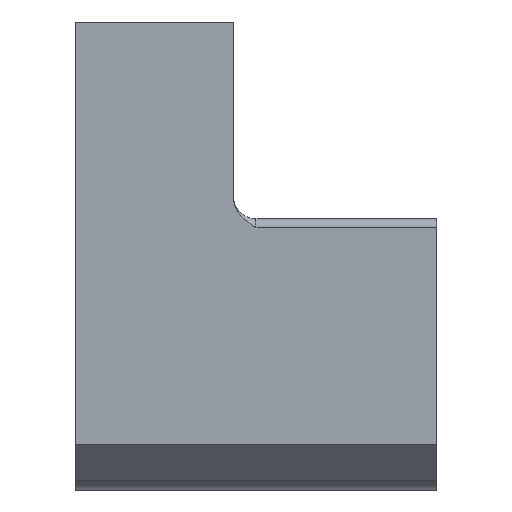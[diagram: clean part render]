
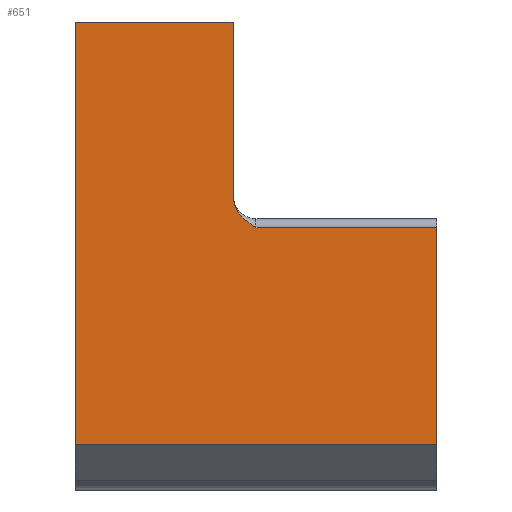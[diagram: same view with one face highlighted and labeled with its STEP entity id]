
A CAD part, left-side view. The second image highlights one B-rep face of the part: STEP entity #651.
In plain terms, the highlighted planar face has unit normal (-1, 0, 0).
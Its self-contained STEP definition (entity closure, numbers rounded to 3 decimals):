
#25=PLANE('',#715);
#49=LINE('',#1000,#113);
#53=LINE('',#1013,#117);
#63=LINE('',#1040,#127);
#64=LINE('',#1043,#128);
#65=LINE('',#1045,#129);
#66=LINE('',#1046,#130);
#113=VECTOR('',#787,10.);
#117=VECTOR('',#799,10.);
#127=VECTOR('',#821,10.);
#128=VECTOR('',#824,10.);
#129=VECTOR('',#825,10.);
#130=VECTOR('',#826,10.);
#194=FACE_OUTER_BOUND('',#232,.T.);
#232=EDGE_LOOP('',(#499,#500,#501,#502,#503,#504,#505));
#269=B_SPLINE_CURVE_WITH_KNOTS('',3,(#985,#986,#987,#988,#989,#990,#991,
#992),.UNSPECIFIED.,.F.,.F.,(4,2,2,4),(0.466,0.499,
0.535,0.631),.UNSPECIFIED.);
#303=VERTEX_POINT('',#983);
#304=VERTEX_POINT('',#984);
#306=VERTEX_POINT('',#998);
#310=VERTEX_POINT('',#1010);
#311=VERTEX_POINT('',#1012);
#323=VERTEX_POINT('',#1042);
#324=VERTEX_POINT('',#1044);
#366=EDGE_CURVE('',#303,#304,#269,.T.);
#371=EDGE_CURVE('',#303,#306,#49,.T.);
#377=EDGE_CURVE('',#311,#310,#53,.T.);
#391=EDGE_CURVE('',#304,#310,#63,.T.);
#392=EDGE_CURVE('',#306,#323,#64,.T.);
#393=EDGE_CURVE('',#324,#323,#65,.F.);
#394=EDGE_CURVE('',#311,#324,#66,.F.);
#499=ORIENTED_EDGE('',*,*,#371,.T.);
#500=ORIENTED_EDGE('',*,*,#392,.T.);
#501=ORIENTED_EDGE('',*,*,#393,.F.);
#502=ORIENTED_EDGE('',*,*,#394,.F.);
#503=ORIENTED_EDGE('',*,*,#377,.T.);
#504=ORIENTED_EDGE('',*,*,#391,.F.);
#505=ORIENTED_EDGE('',*,*,#366,.F.);
#651=ADVANCED_FACE('',(#194),#25,.T.);
#715=AXIS2_PLACEMENT_3D('',#1041,#822,#823);
#787=DIRECTION('',(0.,0.,1.));
#799=DIRECTION('',(0.,0.,1.));
#821=DIRECTION('',(0.,-1.,0.));
#822=DIRECTION('center_axis',(-1.,0.,0.));
#823=DIRECTION('ref_axis',(0.,-1.,0.));
#824=DIRECTION('',(0.,1.,0.));
#825=DIRECTION('',(0.,0.,-1.));
#826=DIRECTION('',(0.,-1.,0.));
#983=CARTESIAN_POINT('',(8.,30.,-7.808));
#984=CARTESIAN_POINT('',(8.,29.,-9.15));
#985=CARTESIAN_POINT('Ctrl Pts',(8.,30.,-7.808));
#986=CARTESIAN_POINT('Ctrl Pts',(8.,30.,-7.92));
#987=CARTESIAN_POINT('Ctrl Pts',(8.,29.978,-8.052));
#988=CARTESIAN_POINT('Ctrl Pts',(8.,29.907,-8.271));
#989=CARTESIAN_POINT('Ctrl Pts',(8.,29.842,-8.399));
#990=CARTESIAN_POINT('Ctrl Pts',(8.,29.589,-8.76));
#991=CARTESIAN_POINT('Ctrl Pts',(8.,29.271,-8.978));
#992=CARTESIAN_POINT('Ctrl Pts',(8.,29.,-9.15));
#998=CARTESIAN_POINT('',(8.,30.,-0.05));
#1000=CARTESIAN_POINT('',(8.,30.,-5.75));
#1010=CARTESIAN_POINT('',(8.,21.,-9.15));
#1012=CARTESIAN_POINT('',(8.,21.,-18.75));
#1013=CARTESIAN_POINT('',(8.,21.,-20.75));
#1040=CARTESIAN_POINT('',(8.,35.863,-9.15));
#1041=CARTESIAN_POINT('Origin',(8.,39.777,-20.75));
#1042=CARTESIAN_POINT('',(8.,37.,-0.05));
#1043=CARTESIAN_POINT('',(8.,33.888,-0.05));
#1044=CARTESIAN_POINT('',(8.,37.,-18.75));
#1045=CARTESIAN_POINT('',(8.,37.,-20.75));
#1046=CARTESIAN_POINT('',(8.,37.82,-18.75));
